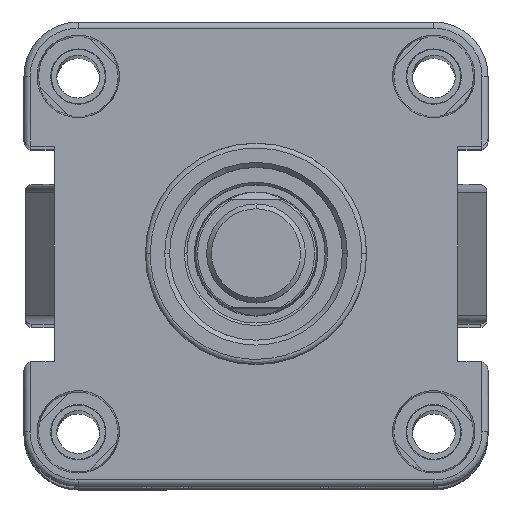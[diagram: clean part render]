
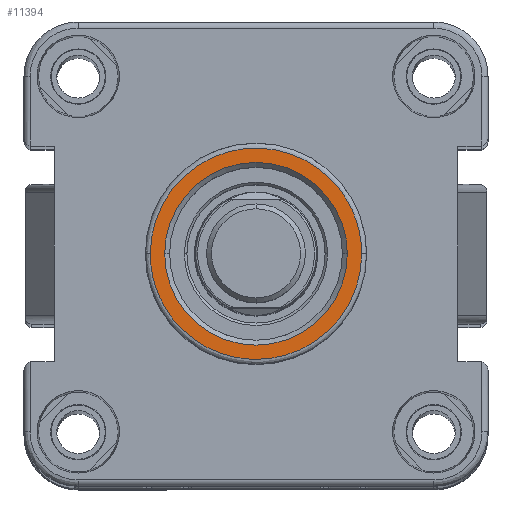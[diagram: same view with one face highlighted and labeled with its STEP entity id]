
A CAD part, top view. The second image highlights one B-rep face of the part: STEP entity #11394.
In plain terms, the highlighted face is planar.
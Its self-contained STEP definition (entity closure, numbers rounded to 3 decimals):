
#667 = CARTESIAN_POINT ( 'NONE',  ( 166., 0., 21.4 ) ) ;
#2740 = AXIS2_PLACEMENT_3D ( 'NONE', #20387, #18461, #10196 ) ;
#2786 = ORIENTED_EDGE ( 'NONE', *, *, #9321, .F. ) ;
#2994 = CARTESIAN_POINT ( 'NONE',  ( 166., 0., 0. ) ) ;
#3792 = CARTESIAN_POINT ( 'NONE',  ( 166., -42.8, -21.4 ) ) ;
#4145 = CARTESIAN_POINT ( 'NONE',  ( 166., 0., 0. ) ) ;
#5072 = ORIENTED_EDGE ( 'NONE', *, *, #15208, .F. ) ;
#5606 = ORIENTED_EDGE ( 'NONE', *, *, #13142, .F. ) ;
#6030 = CARTESIAN_POINT ( 'NONE',  ( 166., 0., 21.4 ) ) ;
#6457 = VERTEX_POINT ( 'NONE', #22690 ) ;
#6499 = DIRECTION ( 'NONE',  ( 0., 0., -1. ) ) ;
#7041 = DIRECTION ( 'NONE',  ( 0., 0., -1. ) ) ;
#7258 = EDGE_CURVE ( 'NONE', #20364, #6457, #11531, .T. ) ;
#7495 = ORIENTED_EDGE ( 'NONE', *, *, #7258, .F. ) ;
#8205 = CIRCLE ( 'NONE', #11568, 18.5 ) ;
#9321 = EDGE_CURVE ( 'NONE', #6457, #20364, #8205, .T. ) ;
#9892 = CARTESIAN_POINT ( 'NONE',  ( 166., 42.8, -21.4 ) ) ;
#10196 = DIRECTION ( 'NONE',  ( 0., 0., 1. ) ) ;
#10516 = CARTESIAN_POINT ( 'NONE',  ( 166., 0., -21.4 ) ) ;
#11394 = ADVANCED_FACE ( 'NONE', ( #20275, #27252 ), #20765, .F. ) ;
#11531 = CIRCLE ( 'NONE', #16283, 18.5 ) ;
#11568 = AXIS2_PLACEMENT_3D ( 'NONE', #4145, #23294, #6499 ) ;
#11873 = EDGE_LOOP ( 'NONE', ( #7495, #2786 ) ) ;
#13142 = EDGE_CURVE ( 'NONE', #16790, #25374, #26879, .T. ) ;
#13832 = EDGE_LOOP ( 'NONE', ( #5606, #5072 ) ) ;
#14010 = CARTESIAN_POINT ( 'NONE',  ( 166., 0., 21.4 ) ) ;
#15208 = EDGE_CURVE ( 'NONE', #25374, #16790, #25727, .T. ) ;
#16283 = AXIS2_PLACEMENT_3D ( 'NONE', #2994, #19982, #7041 ) ;
#16367 = CARTESIAN_POINT ( 'NONE',  ( 166., 42.8, 21.4 ) ) ;
#16790 = VERTEX_POINT ( 'NONE', #667 ) ;
#18461 = DIRECTION ( 'NONE',  ( -1., 0., 0. ) ) ;
#19982 = DIRECTION ( 'NONE',  ( 1., 0., 0. ) ) ;
#20275 = FACE_OUTER_BOUND ( 'NONE', #13832, .T. ) ;
#20364 = VERTEX_POINT ( 'NONE', #25814 ) ;
#20387 = CARTESIAN_POINT ( 'NONE',  ( 166., 17.5, 0. ) ) ;
#20765 = PLANE ( 'NONE',  #2740 ) ;
#21112 = CARTESIAN_POINT ( 'NONE',  ( 166., 0., -21.4 ) ) ;
#22524 = CARTESIAN_POINT ( 'NONE',  ( 166., 0., -21.4 ) ) ;
#22690 = CARTESIAN_POINT ( 'NONE',  ( 166., 0., 18.5 ) ) ;
#23220 = CARTESIAN_POINT ( 'NONE',  ( 166., -42.8, 21.4 ) ) ;
#23294 = DIRECTION ( 'NONE',  ( 1., 0., 0. ) ) ;
#25374 = VERTEX_POINT ( 'NONE', #21112 ) ;
#25727 =( BOUNDED_CURVE ( )  B_SPLINE_CURVE ( 3, ( #10516, #3792, #23220, #6030 ),
 .UNSPECIFIED., .F., .F. ) 
 B_SPLINE_CURVE_WITH_KNOTS ( ( 4, 4 ),
 ( 0., 1. ),
 .UNSPECIFIED. ) 
 CURVE ( )  GEOMETRIC_REPRESENTATION_ITEM ( )  RATIONAL_B_SPLINE_CURVE ( ( 1., 0.333, 0.333, 1. ) ) 
 REPRESENTATION_ITEM ( '' )  );
#25814 = CARTESIAN_POINT ( 'NONE',  ( 166., 0., -18.5 ) ) ;
#26879 =( BOUNDED_CURVE ( )  B_SPLINE_CURVE ( 3, ( #14010, #16367, #9892, #22524 ),
 .UNSPECIFIED., .F., .F. ) 
 B_SPLINE_CURVE_WITH_KNOTS ( ( 4, 4 ),
 ( 0., 1. ),
 .UNSPECIFIED. ) 
 CURVE ( )  GEOMETRIC_REPRESENTATION_ITEM ( )  RATIONAL_B_SPLINE_CURVE ( ( 1., 0.333, 0.333, 1. ) ) 
 REPRESENTATION_ITEM ( '' )  );
#27252 = FACE_BOUND ( 'NONE', #11873, .T. ) ;
